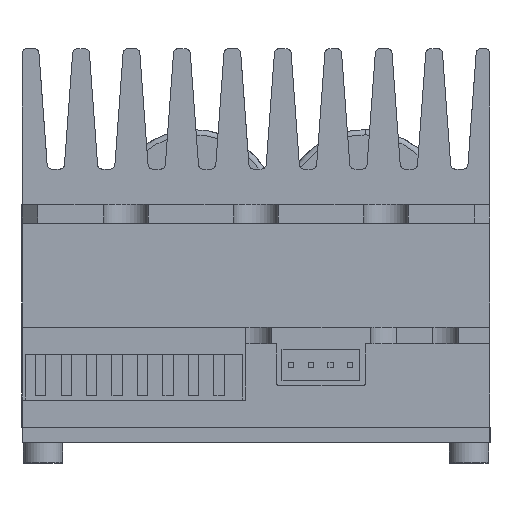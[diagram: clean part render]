
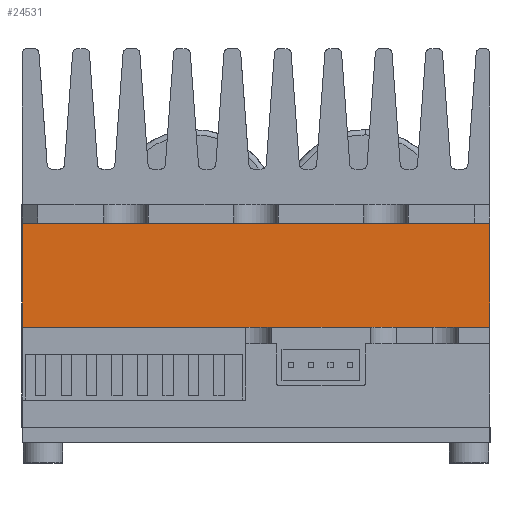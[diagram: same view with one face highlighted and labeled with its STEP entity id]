
A CAD part, front view. The second image highlights one B-rep face of the part: STEP entity #24531.
In plain terms, the highlighted face is planar.
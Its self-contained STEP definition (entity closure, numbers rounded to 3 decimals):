
#318 = EDGE_LOOP ( 'NONE', ( #9099, #16995, #2436, #5832 ) ) ;
#681 = EDGE_CURVE ( 'NONE', #33992, #25432, #2338, .T. ) ;
#1084 = VECTOR ( 'NONE', #16264, 1000. ) ;
#2164 = CARTESIAN_POINT ( 'NONE',  ( -22.4, 22.5, 10. ) ) ;
#2338 = LINE ( 'NONE', #27774, #28749 ) ;
#2436 = ORIENTED_EDGE ( 'NONE', *, *, #28602, .F. ) ;
#2691 = LINE ( 'NONE', #26451, #12643 ) ;
#3869 = AXIS2_PLACEMENT_3D ( 'NONE', #24189, #18605, #10030 ) ;
#4573 = EDGE_CURVE ( 'NONE', #20369, #25432, #26234, .T. ) ;
#5832 = ORIENTED_EDGE ( 'NONE', *, *, #35712, .T. ) ;
#9099 = ORIENTED_EDGE ( 'NONE', *, *, #4573, .T. ) ;
#9543 = CARTESIAN_POINT ( 'NONE',  ( -22.4, -22.5, 10. ) ) ;
#10030 = DIRECTION ( 'NONE',  ( 0., 0., -1. ) ) ;
#12140 = CARTESIAN_POINT ( 'NONE',  ( -22.4, -22.5, 0. ) ) ;
#12643 = VECTOR ( 'NONE', #29433, 1000. ) ;
#12832 = PLANE ( 'NONE',  #3869 ) ;
#16244 = DIRECTION ( 'NONE',  ( 0., 0., -1. ) ) ;
#16264 = DIRECTION ( 'NONE',  ( 0., 0., -1. ) ) ;
#16995 = ORIENTED_EDGE ( 'NONE', *, *, #681, .F. ) ;
#18605 = DIRECTION ( 'NONE',  ( 1., 0., 0. ) ) ;
#20369 = VERTEX_POINT ( 'NONE', #24424 ) ;
#20699 = VERTEX_POINT ( 'NONE', #24387 ) ;
#22037 = LINE ( 'NONE', #2164, #1084 ) ;
#24189 = CARTESIAN_POINT ( 'NONE',  ( -22.4, -22.5, 10. ) ) ;
#24387 = CARTESIAN_POINT ( 'NONE',  ( -22.4, 22.5, 10. ) ) ;
#24424 = CARTESIAN_POINT ( 'NONE',  ( -22.4, 22.5, 0. ) ) ;
#24531 = ADVANCED_FACE ( 'NONE', ( #34954 ), #12832, .F. ) ;
#25432 = VERTEX_POINT ( 'NONE', #30434 ) ;
#26234 = LINE ( 'NONE', #12140, #34214 ) ;
#26451 = CARTESIAN_POINT ( 'NONE',  ( -22.4, -22.5, 10. ) ) ;
#27774 = CARTESIAN_POINT ( 'NONE',  ( -22.4, -22.5, 10. ) ) ;
#28602 = EDGE_CURVE ( 'NONE', #20699, #33992, #2691, .T. ) ;
#28749 = VECTOR ( 'NONE', #16244, 1000. ) ;
#28866 = DIRECTION ( 'NONE',  ( 0., -1., 0. ) ) ;
#29433 = DIRECTION ( 'NONE',  ( 0., -1., 0. ) ) ;
#30434 = CARTESIAN_POINT ( 'NONE',  ( -22.4, -22.5, 0. ) ) ;
#33992 = VERTEX_POINT ( 'NONE', #9543 ) ;
#34214 = VECTOR ( 'NONE', #28866, 1000. ) ;
#34954 = FACE_OUTER_BOUND ( 'NONE', #318, .T. ) ;
#35712 = EDGE_CURVE ( 'NONE', #20699, #20369, #22037, .T. ) ;
